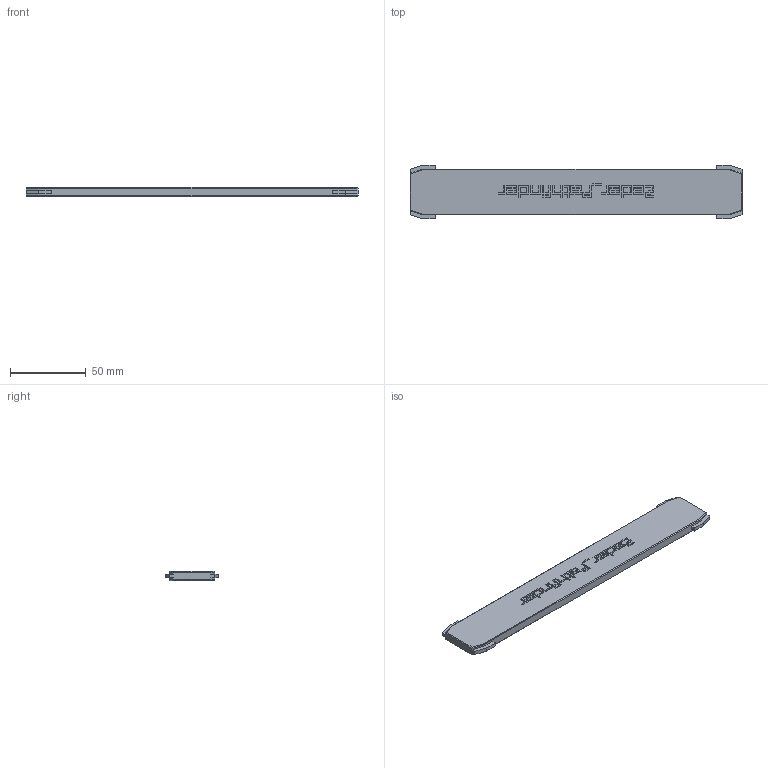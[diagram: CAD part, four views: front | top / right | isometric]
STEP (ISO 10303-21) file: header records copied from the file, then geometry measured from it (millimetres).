
FILE_DESCRIPTION(('HOOPS Exchange Step'),'2;1');
FILE_NAME('temp_export','2024-01-01T15:25:51+08:00',('mobile'),('Shapr3D Limited'),'HOOPS Exchange 2023.2','Shapr3D','Authorized');
FILE_SCHEMA( ('AUTOMOTIVE_DESIGN { 1 0 10303 214 1 1 1 1 }') );
Length unit declared in the file: millimetre
Products named in the file (1): root
Bounding box: 218.92 x 35.43 x 6 mm (x, y, z)
Volume: 39081.5 mm3; surface area: 17153.6 mm2
Topology: 1 solids, 1 shells, 353 faces, 930 edges, 616 vertices
Faces by surface type: plane 353
Entity records: 10672 total; most frequent: CARTESIAN_POINT 1900, ORIENTED_EDGE 1860, DIRECTION 1638, VECTOR 930, LINE 930, EDGE_CURVE 930, VERTEX_POINT 616, EDGE_LOOP 390
